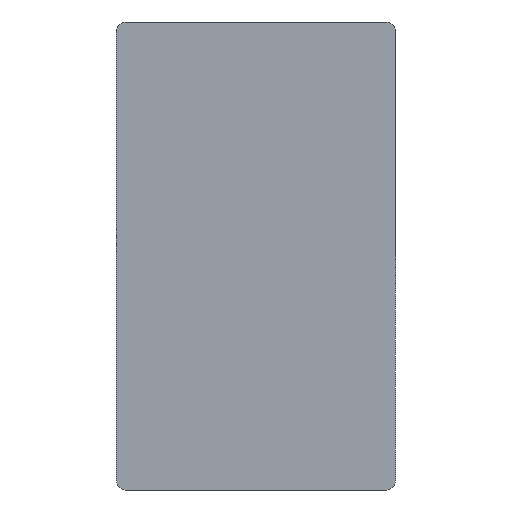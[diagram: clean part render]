
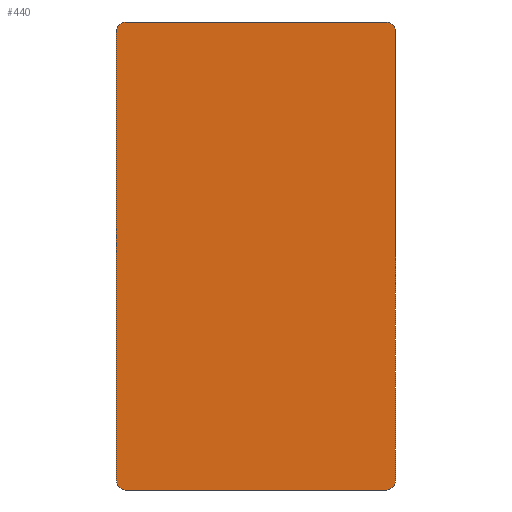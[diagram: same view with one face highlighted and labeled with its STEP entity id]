
A CAD part, front view. The second image highlights one B-rep face of the part: STEP entity #440.
In plain terms, the highlighted planar face has unit normal (0, -1, 0).
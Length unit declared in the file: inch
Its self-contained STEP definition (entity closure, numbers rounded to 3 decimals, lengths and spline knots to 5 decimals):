
#31=LINE($,#746,#54);
#34=LINE($,#754,#57);
#37=LINE($,#762,#60);
#39=LINE($,#768,#62);
#54=VECTOR($,#610,0.58);
#57=VECTOR($,#619,1.);
#60=VECTOR($,#628,0.58);
#62=VECTOR($,#636,1.);
#80=PLANE($,#500);
#128=FACE_OUTER_BOUND($,#176,.T.);
#176=EDGE_LOOP($,(#391,#392,#393,#394,#395,#396,#397,#398));
#200=CIRCLE($,#489,0.02);
#201=CIRCLE($,#492,0.02);
#202=CIRCLE($,#495,0.02);
#203=CIRCLE($,#498,0.02);
#236=VERTEX_POINT($,#738);
#237=VERTEX_POINT($,#740);
#238=VERTEX_POINT($,#744);
#239=VERTEX_POINT($,#748);
#240=VERTEX_POINT($,#752);
#241=VERTEX_POINT($,#756);
#242=VERTEX_POINT($,#760);
#243=VERTEX_POINT($,#764);
#281=EDGE_CURVE($,#236,#237,#200,.T.);
#284=EDGE_CURVE($,#238,#236,#31,.T.);
#286=EDGE_CURVE($,#239,#238,#201,.T.);
#288=EDGE_CURVE($,#240,#239,#34,.T.);
#290=EDGE_CURVE($,#241,#240,#202,.T.);
#292=EDGE_CURVE($,#242,#241,#37,.T.);
#294=EDGE_CURVE($,#243,#242,#203,.T.);
#295=EDGE_CURVE($,#237,#243,#39,.T.);
#391=ORIENTED_EDGE($,*,*,#295,.F.);
#392=ORIENTED_EDGE($,*,*,#281,.F.);
#393=ORIENTED_EDGE($,*,*,#284,.F.);
#394=ORIENTED_EDGE($,*,*,#286,.F.);
#395=ORIENTED_EDGE($,*,*,#288,.F.);
#396=ORIENTED_EDGE($,*,*,#290,.F.);
#397=ORIENTED_EDGE($,*,*,#292,.F.);
#398=ORIENTED_EDGE($,*,*,#294,.F.);
#440=ADVANCED_FACE($,(#128),#80,.F.);
#489=AXIS2_PLACEMENT_3D($,#741,#604,#605);
#492=AXIS2_PLACEMENT_3D($,#750,#614,#615);
#495=AXIS2_PLACEMENT_3D($,#758,#623,#624);
#498=AXIS2_PLACEMENT_3D($,#766,#632,#633);
#500=AXIS2_PLACEMENT_3D($,#769,#637,#638);
#604=DIRECTION('center_axis',(0.,1.,0.));
#605=DIRECTION('ref_axis',(0.,0.,-1.));
#610=DIRECTION($,(-1.,0.,0.));
#614=DIRECTION('center_axis',(0.,1.,0.));
#615=DIRECTION('ref_axis',(1.,0.,0.));
#619=DIRECTION($,(0.,0.,-1.));
#623=DIRECTION('center_axis',(0.,1.,0.));
#624=DIRECTION('ref_axis',(0.,0.,1.));
#628=DIRECTION($,(1.,0.,0.));
#632=DIRECTION('center_axis',(0.,1.,0.));
#633=DIRECTION('ref_axis',(-1.,0.,0.));
#636=DIRECTION($,(0.,0.,1.));
#637=DIRECTION('center_axis',(0.,1.,0.));
#638=DIRECTION('ref_axis',(0.,0.,1.));
#738=CARTESIAN_POINT('',(-0.29,0.,-0.52));
#740=CARTESIAN_POINT('',(-0.31,0.,-0.5));
#741=CARTESIAN_POINT('Origin',(-0.29,0.,-0.5));
#744=CARTESIAN_POINT('',(0.29,0.,-0.52));
#746=CARTESIAN_POINT($,(0.29,0.,-0.52));
#748=CARTESIAN_POINT('',(0.31,0.,-0.5));
#750=CARTESIAN_POINT('Origin',(0.29,0.,-0.5));
#752=CARTESIAN_POINT('',(0.31,0.,0.5));
#754=CARTESIAN_POINT($,(0.31,0.,0.5));
#756=CARTESIAN_POINT('',(0.29,0.,0.52));
#758=CARTESIAN_POINT('Origin',(0.29,0.,0.5));
#760=CARTESIAN_POINT('',(-0.29,0.,0.52));
#762=CARTESIAN_POINT($,(-0.29,0.,0.52));
#764=CARTESIAN_POINT('',(-0.31,0.,0.5));
#766=CARTESIAN_POINT('Origin',(-0.29,0.,0.5));
#768=CARTESIAN_POINT($,(-0.31,0.,-0.5));
#769=CARTESIAN_POINT('Origin',(0.,0.,0.));
